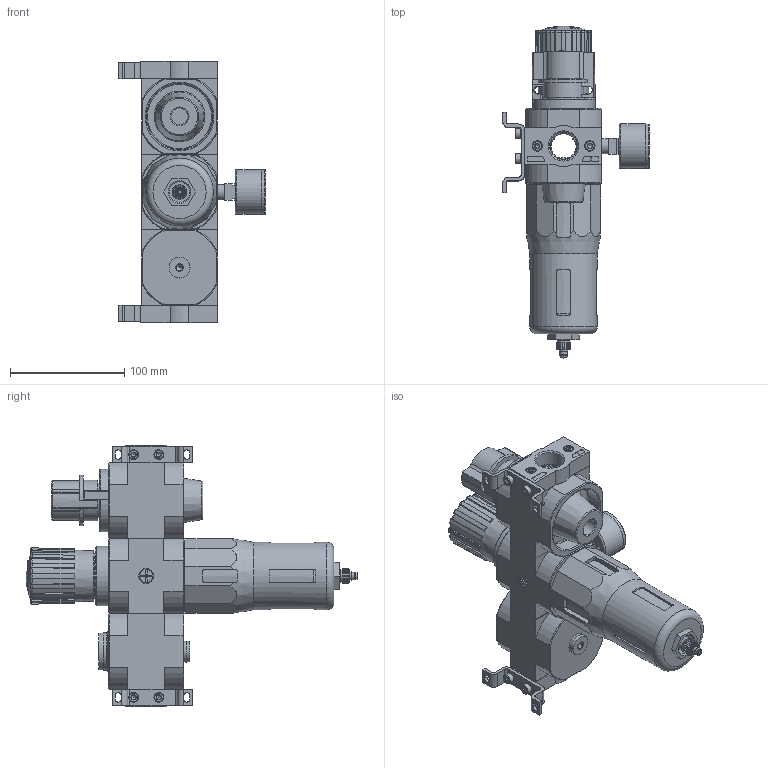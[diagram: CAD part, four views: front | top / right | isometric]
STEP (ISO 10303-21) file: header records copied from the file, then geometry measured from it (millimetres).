
FILE_DESCRIPTION(/* description */ ('STEP AP214'),/* implementation_level */ '2;1');
FILE_NAME(/* name */ '192448_LFR-3_4-D-DI-MAXI-KB',/* time_stamp */ '2024-09-04T15:14:59+02:00',/* author */ ('License CC BY-ND 4.0'),/* organization */ ('CADENAS'),/* preprocessor_version */ 'ST-DEVELOPER v19.3',/* originating_system */ 'PARTsolutions',/* authorisation */ ' ');
FILE_SCHEMA (('AUTOMOTIVE_DESIGN {1 0 10303 214 3 1 1}'));
Length unit declared in the file: millimetre
Products named in the file (17): 192448 LFR-3/4-D-DI-MAXI-KB; 380309 PBL-3/4-D-MAXI-L---(1) p1; DIN-912 - M5x20(F); 159593 HFOE-D-MIDI/MAXI-P1; DIN-912 - M5x10(F); 380311 PBL-3/4-D-MAXI-R---(0) p1; 360722 HE-MAXI; 234370 FRB-D-MAXI; 395231 LFR-D-DI-MAXI--(0); 8003639 PAGN-40-16-G14; 125696 LR/LFR-D-MAXI; 648415 LF; 724701 FRM-...-D-MAXI; DIN-908 G3/4A; 531775 OK-3/4; DIN-908 G1/4A; 531772 OK-1/4
Assembly tree (26 placements, depth 2):
  192448 LFR-3/4-D-DI-MAXI-KB
    380309 PBL-3/4-D-MAXI-L---(1) p1
    DIN-912 - M5x20(F)  x4
    159593 HFOE-D-MIDI/MAXI-P1  x2
    DIN-912 - M5x10(F)  x4
    380311 PBL-3/4-D-MAXI-R---(0) p1
    360722 HE-MAXI
    234370 FRB-D-MAXI  x4
    395231 LFR-D-DI-MAXI--(0)
    8003639 PAGN-40-16-G14
    125696 LR/LFR-D-MAXI
    648415 LF
    724701 FRM-...-D-MAXI
    DIN-908 G3/4A
    531775 OK-3/4
    DIN-908 G1/4A
    531772 OK-1/4
Bounding box: 127.95 x 290 x 228 mm (x, y, z)
Volume: 1371366.1 mm3; surface area: 207266 mm2
Topology: 26 solids, 27 shells, 1417 faces, 3428 edges, 2151 vertices
Faces by surface type: plane 745, cylinder 317, cone 262, torus 79, sphere 14
Full cylindrical faces by diameter (mm): 2 x1, 3 x1, 3.7 x4, 4.134 x12, 4.2 x1, 5 x12, 5.3 x4, 5.6 x1, 6.4 x1, 6.8 x1, 7 x4, 7.1 x1, 7.9 x1, 8 x4, 8.2 x4, 8.5 x8, 8.7 x1, 9 x1, 9.5 x1, 11 x1, 11.2 x1, 11.445 x3, 12.6 x1, 13.157 x3, 13.3 x1, 14.7 x1, 14.95 x1, 18 x2, 18.3 x1, 22 x1
Entity records: 40348 total; most frequent: CARTESIAN_POINT 7125, DIRECTION 5738, ORIENTED_EDGE 5344, EDGE_CURVE 2672, AXIS2_PLACEMENT_3D 2235, VERTEX_POINT 1848, FACE_BOUND 1554, EDGE_LOOP 1541
